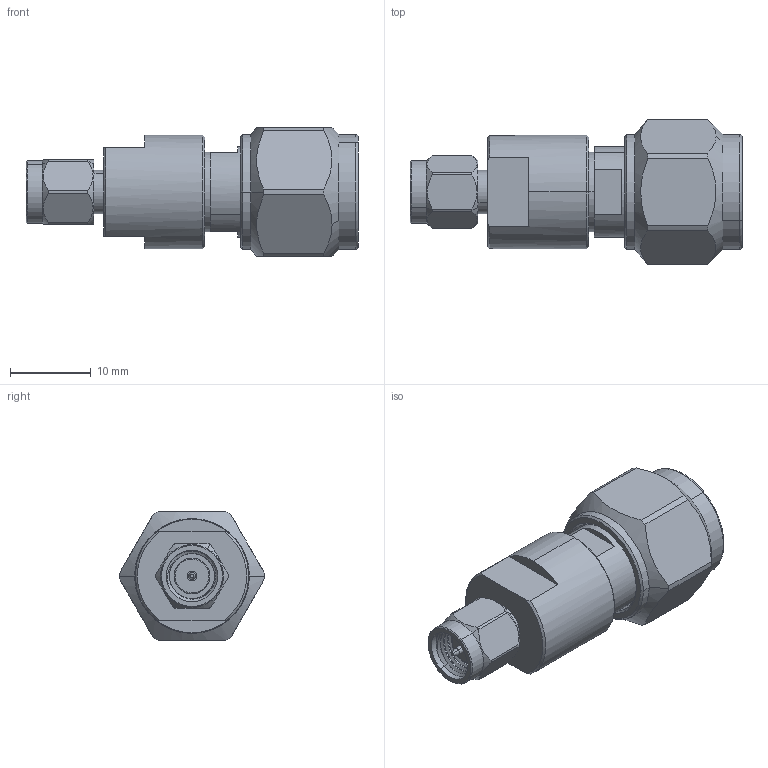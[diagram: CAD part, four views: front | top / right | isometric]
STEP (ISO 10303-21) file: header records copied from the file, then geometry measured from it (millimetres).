
FILE_DESCRIPTION (( 'STEP AP203' ), '1' );
FILE_NAME ('SM4738.step', '2018-09-20T15:14:23', ( '' ), ( '' ), 'SwSTEP 2.0', 'SolidWorks 2017', '' );
FILE_SCHEMA (( 'CONFIG_CONTROL_DESIGN' ));
Length unit declared in the file: inch
Products named in the file (1): SM4738
Bounding box: 41 x 17.94 x 15.88 mm (x, y, z)
Volume: 4821.7 mm3; surface area: 3240.3 mm2
Topology: 1 solids, 1 shells, 157 faces, 391 edges, 250 vertices
Faces by surface type: cylinder 72, plane 38, cone 35, bspline 8, torus 4
Entity records: 8121 total; most frequent: CARTESIAN_POINT 4452, ORIENTED_EDGE 782, DIRECTION 737, EDGE_CURVE 391, AXIS2_PLACEMENT_3D 302, VERTEX_POINT 250, EDGE_LOOP 171, ADVANCED_FACE 157
